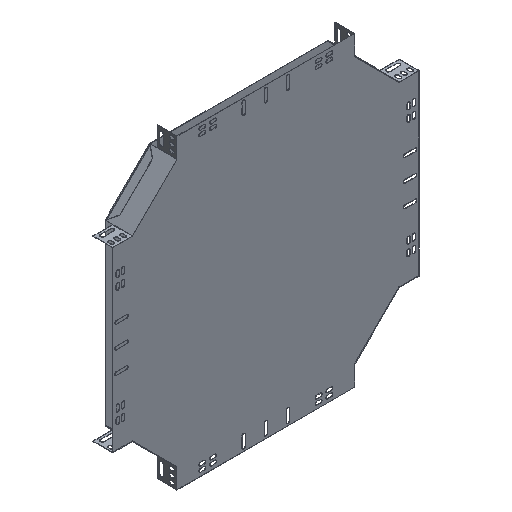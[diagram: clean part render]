
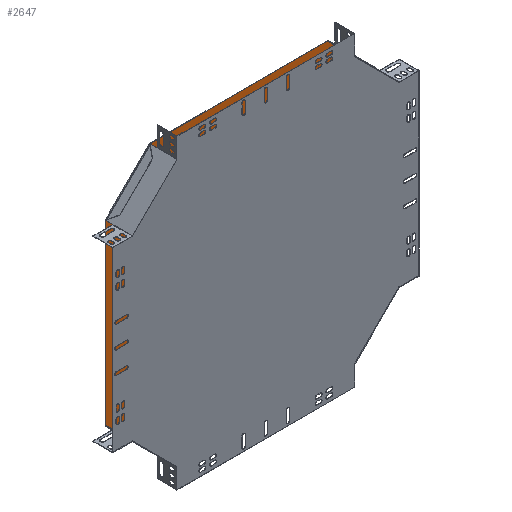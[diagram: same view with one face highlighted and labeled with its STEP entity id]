
A CAD part, isometric view. The second image highlights one B-rep face of the part: STEP entity #2647.
In plain terms, the highlighted planar face has unit normal (0, -1, 0).
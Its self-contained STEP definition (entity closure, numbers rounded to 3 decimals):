
#18 = DIRECTION ( 'NONE',  ( 0., -1., 0. ) ) ;
#92 = VERTEX_POINT ( 'NONE', #1943 ) ;
#299 = LINE ( 'NONE', #5071, #5446 ) ;
#457 = ORIENTED_EDGE ( 'NONE', *, *, #9747, .F. ) ;
#606 = ORIENTED_EDGE ( 'NONE', *, *, #10849, .F. ) ;
#858 = EDGE_CURVE ( 'NONE', #92, #9607, #5458, .T. ) ;
#928 = VECTOR ( 'NONE', #3910, 1000. ) ;
#973 = EDGE_CURVE ( 'NONE', #5379, #2685, #12464, .T. ) ;
#1241 = EDGE_CURVE ( 'NONE', #6156, #3339, #3662, .T. ) ;
#1330 = EDGE_CURVE ( 'NONE', #6079, #2953, #299, .T. ) ;
#1477 = DIRECTION ( 'NONE',  ( -1., 0., 0. ) ) ;
#1632 = CARTESIAN_POINT ( 'NONE',  ( -192.337, 189.964, 305.051 ) ) ;
#1788 = LINE ( 'NONE', #10843, #12507 ) ;
#1855 = CARTESIAN_POINT ( 'NONE',  ( 209.263, 189.964, -296.549 ) ) ;
#1890 = CARTESIAN_POINT ( 'NONE',  ( -192.337, 189.964, 305.051 ) ) ;
#1902 = AXIS2_PLACEMENT_3D ( 'NONE', #10258, #18, #7243 ) ;
#1931 = LINE ( 'NONE', #2242, #9475 ) ;
#1943 = CARTESIAN_POINT ( 'NONE',  ( -292.337, 189.964, 205.051 ) ) ;
#2080 = CARTESIAN_POINT ( 'NONE',  ( -292.337, 189.964, -196.549 ) ) ;
#2242 = CARTESIAN_POINT ( 'NONE',  ( -292.337, 189.964, -196.549 ) ) ;
#2248 = CARTESIAN_POINT ( 'NONE',  ( -192.337, 189.964, -296.549 ) ) ;
#2541 = CARTESIAN_POINT ( 'NONE',  ( 309.263, 189.964, 205.051 ) ) ;
#2647 = ADVANCED_FACE ( 'NONE', ( #2741 ), #13429, .T. ) ;
#2685 = VERTEX_POINT ( 'NONE', #3178 ) ;
#2730 = VECTOR ( 'NONE', #4984, 1000. ) ;
#2741 = FACE_OUTER_BOUND ( 'NONE', #12297, .T. ) ;
#2953 = VERTEX_POINT ( 'NONE', #2541 ) ;
#3026 = ORIENTED_EDGE ( 'NONE', *, *, #858, .F. ) ;
#3178 = CARTESIAN_POINT ( 'NONE',  ( -292.337, 189.964, -196.549 ) ) ;
#3339 = VERTEX_POINT ( 'NONE', #5936 ) ;
#3616 = DIRECTION ( 'NONE',  ( 1., 0., 0. ) ) ;
#3662 = LINE ( 'NONE', #1855, #928 ) ;
#3910 = DIRECTION ( 'NONE',  ( -0.707, 0., -0.707 ) ) ;
#4984 = DIRECTION ( 'NONE',  ( 0.707, 0., 0.707 ) ) ;
#5071 = CARTESIAN_POINT ( 'NONE',  ( 309.263, 189.964, 205.051 ) ) ;
#5379 = VERTEX_POINT ( 'NONE', #2248 ) ;
#5446 = VECTOR ( 'NONE', #6149, 1000. ) ;
#5458 = LINE ( 'NONE', #1890, #2730 ) ;
#5521 = VECTOR ( 'NONE', #11147, 1000. ) ;
#5936 = CARTESIAN_POINT ( 'NONE',  ( 209.263, 189.964, -296.549 ) ) ;
#6079 = VERTEX_POINT ( 'NONE', #6770 ) ;
#6149 = DIRECTION ( 'NONE',  ( 0.707, 0., -0.707 ) ) ;
#6156 = VERTEX_POINT ( 'NONE', #6904 ) ;
#6770 = CARTESIAN_POINT ( 'NONE',  ( 209.263, 189.964, 305.051 ) ) ;
#6904 = CARTESIAN_POINT ( 'NONE',  ( 309.263, 189.964, -196.549 ) ) ;
#7061 = ORIENTED_EDGE ( 'NONE', *, *, #973, .F. ) ;
#7243 = DIRECTION ( 'NONE',  ( 0., 0., -1. ) ) ;
#7393 = DIRECTION ( 'NONE',  ( 0., 0., 1. ) ) ;
#7678 = VECTOR ( 'NONE', #1477, 1000. ) ;
#7987 = EDGE_CURVE ( 'NONE', #9607, #6079, #1788, .T. ) ;
#8272 = LINE ( 'NONE', #10054, #5521 ) ;
#8626 = CARTESIAN_POINT ( 'NONE',  ( 209.263, 189.964, -296.549 ) ) ;
#8960 = ORIENTED_EDGE ( 'NONE', *, *, #1330, .F. ) ;
#9475 = VECTOR ( 'NONE', #7393, 1000. ) ;
#9607 = VERTEX_POINT ( 'NONE', #1632 ) ;
#9610 = VECTOR ( 'NONE', #11406, 1000. ) ;
#9747 = EDGE_CURVE ( 'NONE', #2953, #6156, #8272, .T. ) ;
#10030 = LINE ( 'NONE', #8626, #7678 ) ;
#10054 = CARTESIAN_POINT ( 'NONE',  ( 309.263, 189.964, 205.051 ) ) ;
#10258 = CARTESIAN_POINT ( 'NONE',  ( -493.137, 189.964, 4.251 ) ) ;
#10434 = ORIENTED_EDGE ( 'NONE', *, *, #1241, .F. ) ;
#10843 = CARTESIAN_POINT ( 'NONE',  ( -192.337, 189.964, 305.051 ) ) ;
#10849 = EDGE_CURVE ( 'NONE', #2685, #92, #1931, .T. ) ;
#11147 = DIRECTION ( 'NONE',  ( 0., 0., -1. ) ) ;
#11406 = DIRECTION ( 'NONE',  ( -0.707, 0., 0.707 ) ) ;
#12297 = EDGE_LOOP ( 'NONE', ( #3026, #606, #7061, #12950, #10434, #457, #8960, #12456 ) ) ;
#12456 = ORIENTED_EDGE ( 'NONE', *, *, #7987, .F. ) ;
#12464 = LINE ( 'NONE', #2080, #9610 ) ;
#12507 = VECTOR ( 'NONE', #3616, 1000. ) ;
#12950 = ORIENTED_EDGE ( 'NONE', *, *, #13326, .F. ) ;
#13326 = EDGE_CURVE ( 'NONE', #3339, #5379, #10030, .T. ) ;
#13429 = PLANE ( 'NONE',  #1902 ) ;
